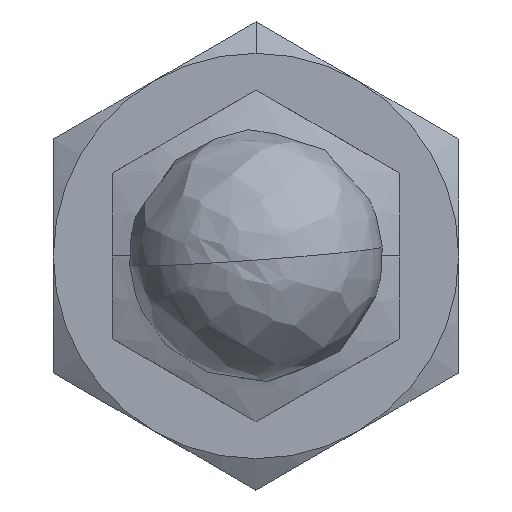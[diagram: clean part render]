
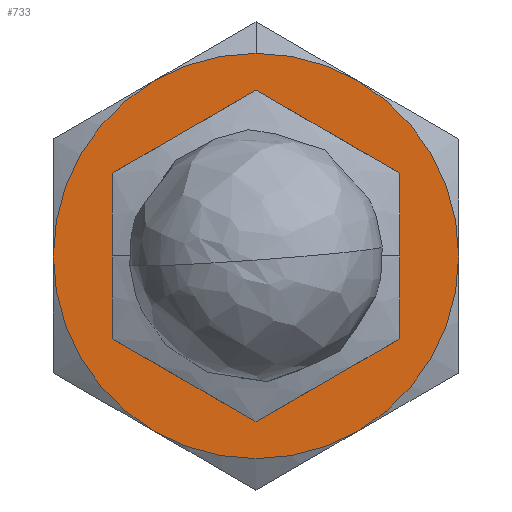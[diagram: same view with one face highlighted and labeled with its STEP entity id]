
A CAD part, front view. The second image highlights one B-rep face of the part: STEP entity #733.
In plain terms, the highlighted planar face has unit normal (0, -1, 0).
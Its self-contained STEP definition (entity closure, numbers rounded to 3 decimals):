
#63 = DIRECTION ( 'NONE',  ( 0., 1., 0. ) ) ;
#136 = VERTEX_POINT ( 'NONE', #563 ) ;
#218 = DIRECTION ( 'NONE',  ( 0., 0., 1. ) ) ;
#224 = DIRECTION ( 'NONE',  ( 0., 0., 1. ) ) ;
#246 = AXIS2_PLACEMENT_3D ( 'NONE', #702, #2326, #936 ) ;
#303 = CIRCLE ( 'NONE', #2505, 12. ) ;
#356 = VERTEX_POINT ( 'NONE', #2901 ) ;
#389 = CARTESIAN_POINT ( 'NONE',  ( 0., 69.089, 0. ) ) ;
#408 = AXIS2_PLACEMENT_3D ( 'NONE', #1174, #2814, #1398 ) ;
#429 = CARTESIAN_POINT ( 'NONE',  ( 0., 69.089, 13.856 ) ) ;
#477 = CIRCLE ( 'NONE', #1778, 8. ) ;
#563 = CARTESIAN_POINT ( 'NONE',  ( 6., 69.089, -10.392 ) ) ;
#600 = EDGE_CURVE ( 'NONE', #136, #2409, #303, .T. ) ;
#620 = DIRECTION ( 'NONE',  ( 0., 0., -1. ) ) ;
#667 = DIRECTION ( 'NONE',  ( 0., 0., 1. ) ) ;
#681 = CARTESIAN_POINT ( 'NONE',  ( 0., 69.089, 0. ) ) ;
#702 = CARTESIAN_POINT ( 'NONE',  ( 0., 69.089, 0. ) ) ;
#733 = ADVANCED_FACE ( 'NONE', ( #1370, #1908 ), #893, .F. ) ;
#764 = ORIENTED_EDGE ( 'NONE', *, *, #2075, .F. ) ;
#767 = DIRECTION ( 'NONE',  ( 0., -1., 0. ) ) ;
#885 = ORIENTED_EDGE ( 'NONE', *, *, #2586, .F. ) ;
#893 = PLANE ( 'NONE',  #2286 ) ;
#917 = DIRECTION ( 'NONE',  ( 0., 0., 1. ) ) ;
#936 = DIRECTION ( 'NONE',  ( 0., 0., 1. ) ) ;
#964 = EDGE_CURVE ( 'NONE', #356, #136, #2065, .T. ) ;
#988 = ORIENTED_EDGE ( 'NONE', *, *, #2857, .F. ) ;
#1051 = CARTESIAN_POINT ( 'NONE',  ( 0., 69.089, 0. ) ) ;
#1145 = CARTESIAN_POINT ( 'NONE',  ( -12., 69.089, 0. ) ) ;
#1168 = ORIENTED_EDGE ( 'NONE', *, *, #600, .F. ) ;
#1174 = CARTESIAN_POINT ( 'NONE',  ( 0., 69.089, 0. ) ) ;
#1211 = AXIS2_PLACEMENT_3D ( 'NONE', #681, #2303, #917 ) ;
#1216 = CIRCLE ( 'NONE', #3000, 12. ) ;
#1271 = ORIENTED_EDGE ( 'NONE', *, *, #964, .F. ) ;
#1281 = DIRECTION ( 'NONE',  ( 0., 0., 1. ) ) ;
#1344 = ORIENTED_EDGE ( 'NONE', *, *, #2757, .F. ) ;
#1369 = CIRCLE ( 'NONE', #246, 12. ) ;
#1370 = FACE_BOUND ( 'NONE', #1688, .T. ) ;
#1383 = VERTEX_POINT ( 'NONE', #2503 ) ;
#1398 = DIRECTION ( 'NONE',  ( 0., 0., 1. ) ) ;
#1407 = ORIENTED_EDGE ( 'NONE', *, *, #1470, .F. ) ;
#1411 = ORIENTED_EDGE ( 'NONE', *, *, #2795, .F. ) ;
#1446 = AXIS2_PLACEMENT_3D ( 'NONE', #2157, #767, #2398 ) ;
#1455 = CARTESIAN_POINT ( 'NONE',  ( 0., 69.089, 0. ) ) ;
#1470 = EDGE_CURVE ( 'NONE', #2747, #2494, #2797, .T. ) ;
#1609 = DIRECTION ( 'NONE',  ( 0., 1., 0. ) ) ;
#1615 = DIRECTION ( 'NONE',  ( 0., 1., 0. ) ) ;
#1617 = CARTESIAN_POINT ( 'NONE',  ( -6., 69.089, -10.392 ) ) ;
#1679 = DIRECTION ( 'NONE',  ( 0., 0., 1. ) ) ;
#1688 = EDGE_LOOP ( 'NONE', ( #764, #885 ) ) ;
#1767 = VERTEX_POINT ( 'NONE', #1145 ) ;
#1778 = AXIS2_PLACEMENT_3D ( 'NONE', #389, #2016, #620 ) ;
#1904 = CIRCLE ( 'NONE', #408, 12. ) ;
#1908 = FACE_OUTER_BOUND ( 'NONE', #2442, .T. ) ;
#2016 = DIRECTION ( 'NONE',  ( 0., -1., 0. ) ) ;
#2061 = DIRECTION ( 'NONE',  ( 0., 1., 0. ) ) ;
#2065 = CIRCLE ( 'NONE', #2226, 12. ) ;
#2070 = CIRCLE ( 'NONE', #1446, 8. ) ;
#2075 = EDGE_CURVE ( 'NONE', #2406, #1383, #477, .T. ) ;
#2117 = ORIENTED_EDGE ( 'NONE', *, *, #2383, .F. ) ;
#2157 = CARTESIAN_POINT ( 'NONE',  ( 0., 69.089, 0. ) ) ;
#2226 = AXIS2_PLACEMENT_3D ( 'NONE', #1455, #63, #1679 ) ;
#2286 = AXIS2_PLACEMENT_3D ( 'NONE', #429, #2061, #667 ) ;
#2303 = DIRECTION ( 'NONE',  ( 0., 1., 0. ) ) ;
#2326 = DIRECTION ( 'NONE',  ( 0., 1., 0. ) ) ;
#2346 = CARTESIAN_POINT ( 'NONE',  ( 6., 69.089, 10.392 ) ) ;
#2383 = EDGE_CURVE ( 'NONE', #1767, #2629, #1216, .T. ) ;
#2398 = DIRECTION ( 'NONE',  ( 0., 0., -1. ) ) ;
#2406 = VERTEX_POINT ( 'NONE', #3040 ) ;
#2409 = VERTEX_POINT ( 'NONE', #1617 ) ;
#2442 = EDGE_LOOP ( 'NONE', ( #988, #1168, #1271, #1344, #1407, #1411, #2117 ) ) ;
#2494 = VERTEX_POINT ( 'NONE', #2346 ) ;
#2503 = CARTESIAN_POINT ( 'NONE',  ( 0., 69.089, 8. ) ) ;
#2505 = AXIS2_PLACEMENT_3D ( 'NONE', #1051, #2688, #1281 ) ;
#2586 = EDGE_CURVE ( 'NONE', #1383, #2406, #2070, .T. ) ;
#2615 = CIRCLE ( 'NONE', #2819, 12. ) ;
#2629 = VERTEX_POINT ( 'NONE', #2883 ) ;
#2688 = DIRECTION ( 'NONE',  ( 0., 1., 0. ) ) ;
#2747 = VERTEX_POINT ( 'NONE', #2776 ) ;
#2757 = EDGE_CURVE ( 'NONE', #2494, #356, #2615, .T. ) ;
#2776 = CARTESIAN_POINT ( 'NONE',  ( 0., 69.089, 12. ) ) ;
#2795 = EDGE_CURVE ( 'NONE', #2629, #2747, #1369, .T. ) ;
#2797 = CIRCLE ( 'NONE', #1211, 12. ) ;
#2814 = DIRECTION ( 'NONE',  ( 0., 1., 0. ) ) ;
#2819 = AXIS2_PLACEMENT_3D ( 'NONE', #3036, #1615, #224 ) ;
#2857 = EDGE_CURVE ( 'NONE', #2409, #1767, #1904, .T. ) ;
#2883 = CARTESIAN_POINT ( 'NONE',  ( -6., 69.089, 10.392 ) ) ;
#2901 = CARTESIAN_POINT ( 'NONE',  ( 12., 69.089, 0. ) ) ;
#3000 = AXIS2_PLACEMENT_3D ( 'NONE', #3031, #1609, #218 ) ;
#3031 = CARTESIAN_POINT ( 'NONE',  ( 0., 69.089, 0. ) ) ;
#3036 = CARTESIAN_POINT ( 'NONE',  ( 0., 69.089, 0. ) ) ;
#3040 = CARTESIAN_POINT ( 'NONE',  ( 0., 69.089, -8. ) ) ;
